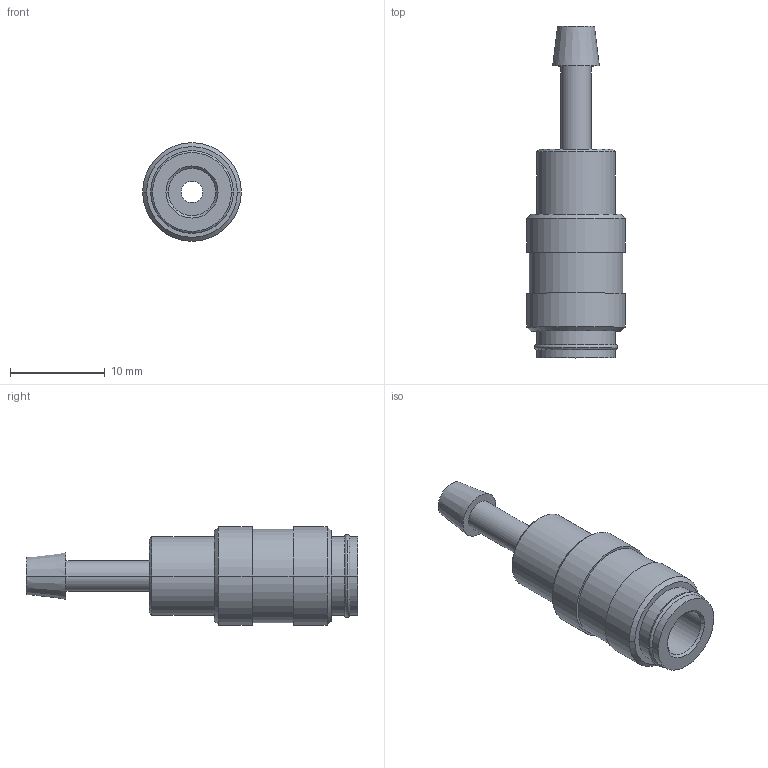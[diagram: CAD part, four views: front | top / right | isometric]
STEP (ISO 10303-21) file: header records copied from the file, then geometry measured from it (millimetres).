
FILE_DESCRIPTION(('STEP AP214'),'1');
FILE_NAME('esmcn_4_tab.stp','2020-04-23T07:28:00',('TraceParts'),('TraceParts S.A.'),'Spatial InterOp 3D',' ',' ');
FILE_SCHEMA(('automotive_design'));
Length unit declared in the file: millimetre
Products named in the file (1): 1
Bounding box: 10.4 x 35 x 10.4 mm (x, y, z)
Volume: 1340.3 mm3; surface area: 1324.3 mm2
Topology: 1 solids, 1 shells, 41 faces, 82 edges, 50 vertices
Faces by surface type: cylinder 18, cone 10, plane 9, torus 4
Entity records: 1426 total; most frequent: DIRECTION 220, CARTESIAN_POINT 174, ORIENTED_EDGE 164, AXIS2_PLACEMENT_3D 96, EDGE_CURVE 82, CIRCLE 54, EDGE_LOOP 50, VERTEX_POINT 50
